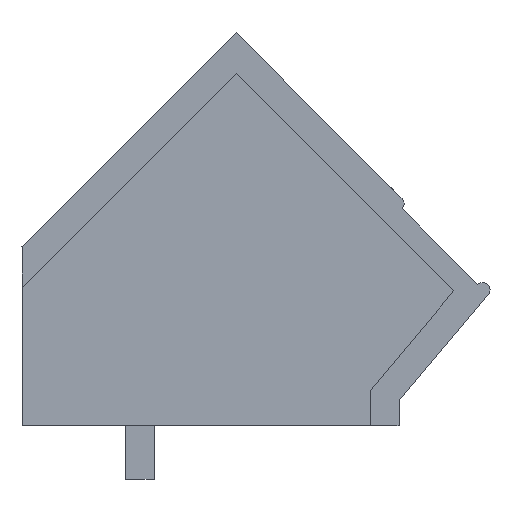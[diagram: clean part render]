
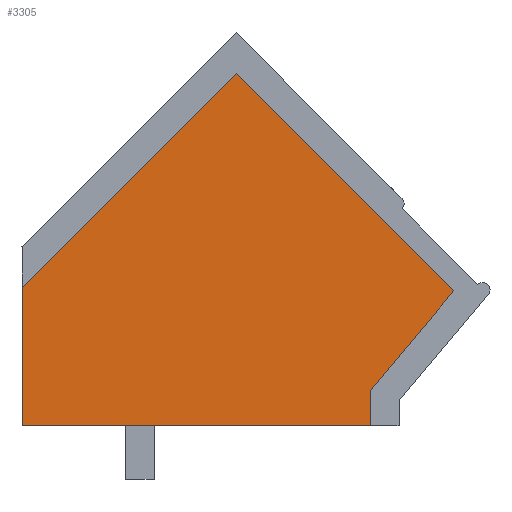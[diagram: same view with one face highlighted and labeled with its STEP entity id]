
A CAD part, left-side view. The second image highlights one B-rep face of the part: STEP entity #3305.
In plain terms, the highlighted planar face has unit normal (-1, 0, 0).
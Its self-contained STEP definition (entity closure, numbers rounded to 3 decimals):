
#3295=AXIS2_PLACEMENT_3D('Plane Axis2P3D',#3292,#3293,#3294) ;
#433=CARTESIAN_POINT('Vertex',(0.3,3.346,1.5)) ;
#436=CARTESIAN_POINT('Line Origine',(0.3,8.223,1.5)) ;
#440=CARTESIAN_POINT('Vertex',(0.3,13.1,1.5)) ;
#1640=CARTESIAN_POINT('Line Origine',(0.3,13.1,3.439)) ;
#1644=CARTESIAN_POINT('Vertex',(0.3,13.1,5.378)) ;
#1722=CARTESIAN_POINT('Line Origine',(0.3,10.105,8.373)) ;
#1726=CARTESIAN_POINT('Vertex',(0.3,7.11,11.369)) ;
#1747=CARTESIAN_POINT('Line Origine',(0.3,4.061,8.32)) ;
#1751=CARTESIAN_POINT('Vertex',(0.3,1.013,5.272)) ;
#1772=CARTESIAN_POINT('Line Origine',(0.3,2.18,3.882)) ;
#1776=CARTESIAN_POINT('Vertex',(0.3,3.346,2.491)) ;
#1797=CARTESIAN_POINT('Line Origine',(0.3,3.346,1.996)) ;
#3292=CARTESIAN_POINT('Axis2P3D Location',(0.3,4.168,9.558)) ;
#437=DIRECTION('Vector Direction',(0.,-1.,0.)) ;
#1641=DIRECTION('Vector Direction',(0.,0.,-1.)) ;
#1723=DIRECTION('Vector Direction',(0.,-0.707,0.707)) ;
#1748=DIRECTION('Vector Direction',(0.,-0.707,-0.707)) ;
#1773=DIRECTION('Vector Direction',(0.,0.643,-0.766)) ;
#1798=DIRECTION('Vector Direction',(0.,0.,-1.)) ;
#3293=DIRECTION('Axis2P3D Direction',(-1.,-0.,0.)) ;
#3294=DIRECTION('Axis2P3D XDirection',(0.,-0.707,-0.707)) ;
#438=VECTOR('Line Direction',#437,1.) ;
#1642=VECTOR('Line Direction',#1641,1.) ;
#1724=VECTOR('Line Direction',#1723,1.) ;
#1749=VECTOR('Line Direction',#1748,1.) ;
#1774=VECTOR('Line Direction',#1773,1.) ;
#1799=VECTOR('Line Direction',#1798,1.) ;
#3298=ORIENTED_EDGE('',*,*,#1728,.F.) ;
#3299=ORIENTED_EDGE('',*,*,#1646,.T.) ;
#3300=ORIENTED_EDGE('',*,*,#442,.T.) ;
#3301=ORIENTED_EDGE('',*,*,#1801,.F.) ;
#3302=ORIENTED_EDGE('',*,*,#1778,.F.) ;
#3303=ORIENTED_EDGE('',*,*,#1753,.F.) ;
#3305=ADVANCED_FACE('HOUSING',(#3304),#3296,.T.) ;
#442=EDGE_CURVE('',#441,#434,#439,.T.) ;
#1646=EDGE_CURVE('',#1645,#441,#1643,.T.) ;
#1728=EDGE_CURVE('',#1645,#1727,#1725,.T.) ;
#1753=EDGE_CURVE('',#1727,#1752,#1750,.T.) ;
#1778=EDGE_CURVE('',#1752,#1777,#1775,.T.) ;
#1801=EDGE_CURVE('',#1777,#434,#1800,.T.) ;
#3297=EDGE_LOOP('',(#3298,#3299,#3300,#3301,#3302,#3303)) ;
#3304=FACE_OUTER_BOUND('',#3297,.T.) ;
#439=LINE('Line',#436,#438) ;
#1643=LINE('Line',#1640,#1642) ;
#1725=LINE('Line',#1722,#1724) ;
#1750=LINE('Line',#1747,#1749) ;
#1775=LINE('Line',#1772,#1774) ;
#1800=LINE('Line',#1797,#1799) ;
#3296=PLANE('',#3295) ;
#434=VERTEX_POINT('',#433) ;
#441=VERTEX_POINT('',#440) ;
#1645=VERTEX_POINT('',#1644) ;
#1727=VERTEX_POINT('',#1726) ;
#1752=VERTEX_POINT('',#1751) ;
#1777=VERTEX_POINT('',#1776) ;
